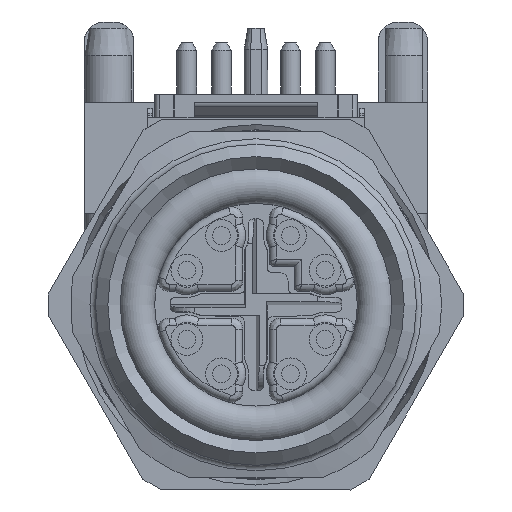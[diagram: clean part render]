
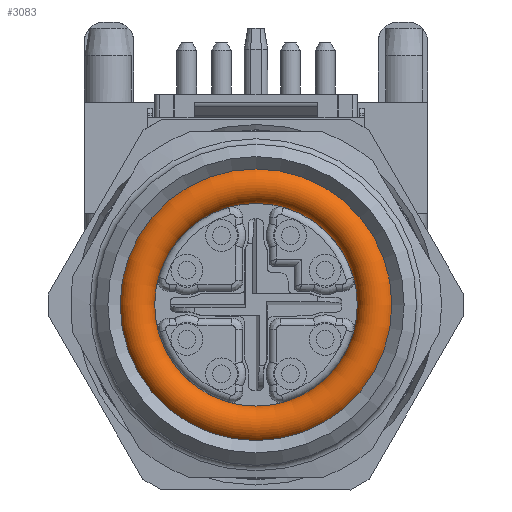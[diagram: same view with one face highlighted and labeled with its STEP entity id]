
A CAD part, left-side view. The second image highlights one B-rep face of the part: STEP entity #3083.
In plain terms, the highlighted toroidal (fillet/blend) face has major radius 4.85 mm and minor radius 0.75 mm.
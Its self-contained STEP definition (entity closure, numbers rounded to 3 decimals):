
#59=TOROIDAL_SURFACE('',#10578,4.85,0.75);
#3083=ADVANCED_FACE('',(#3592,#3593),#59,.T.);
#3592=FACE_BOUND('',#4068,.T.);
#3593=FACE_BOUND('',#4069,.T.);
#4068=EDGE_LOOP('',(#6132));
#4069=EDGE_LOOP('',(#6133));
#6132=ORIENTED_EDGE('',*,*,#9023,.F.);
#6133=ORIENTED_EDGE('',*,*,#9024,.F.);
#7778=VERTEX_POINT('',#17384);
#7779=VERTEX_POINT('',#17386);
#9023=EDGE_CURVE('',#7778,#7778,#9794,.T.);
#9024=EDGE_CURVE('',#7779,#7779,#9795,.T.);
#9794=CIRCLE('',#10576,5.5);
#9795=CIRCLE('',#10577,4.1);
#10576=AXIS2_PLACEMENT_3D('',#17383,#12736,#12737);
#10577=AXIS2_PLACEMENT_3D('',#17385,#12738,#12739);
#10578=AXIS2_PLACEMENT_3D('',#17387,#12740,#12741);
#12736=DIRECTION('',(1.,0.,0.));
#12737=DIRECTION('',(0.,0.,-1.));
#12738=DIRECTION('',(-1.,0.,0.));
#12739=DIRECTION('',(0.,0.,1.));
#12740=DIRECTION('',(1.,0.,0.));
#12741=DIRECTION('',(0.,0.,-1.));
#17383=CARTESIAN_POINT('',(8.511,0.,0.));
#17384=CARTESIAN_POINT('',(8.511,0.,-5.5));
#17385=CARTESIAN_POINT('',(8.886,0.,0.));
#17386=CARTESIAN_POINT('',(8.886,0.,4.1));
#17387=CARTESIAN_POINT('',(8.886,0.,0.));
